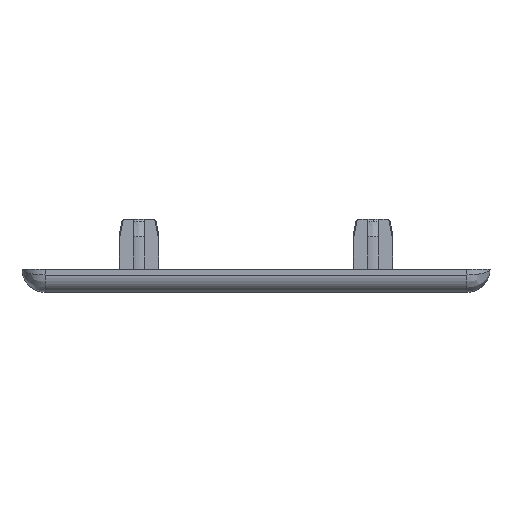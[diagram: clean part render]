
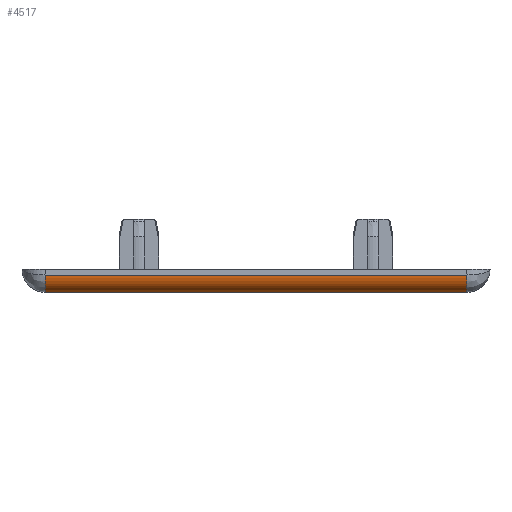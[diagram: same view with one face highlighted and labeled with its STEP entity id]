
A CAD part, front view. The second image highlights one B-rep face of the part: STEP entity #4517.
In plain terms, the highlighted cylindrical face has radius 3 mm (diameter 6 mm), a partial arc.
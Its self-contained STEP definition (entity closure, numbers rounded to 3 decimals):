
#93 = CARTESIAN_POINT ( 'NONE',  ( 40., -40., 3. ) ) ;
#570 = CARTESIAN_POINT ( 'NONE',  ( -36., -40., 3. ) ) ;
#1113 = CARTESIAN_POINT ( 'NONE',  ( -36., -37., 3. ) ) ;
#1257 = VERTEX_POINT ( 'NONE', #1867 ) ;
#1312 = CARTESIAN_POINT ( 'NONE',  ( 36., -37., 0. ) ) ;
#1334 = CARTESIAN_POINT ( 'NONE',  ( -40., -37., 0. ) ) ;
#1388 = CARTESIAN_POINT ( 'NONE',  ( 36., -37., 3. ) ) ;
#1390 = CIRCLE ( 'NONE', #3686, 3. ) ;
#1636 = DIRECTION ( 'NONE',  ( 0., -1., 0. ) ) ;
#1673 = LINE ( 'NONE', #1334, #3231 ) ;
#1688 = CYLINDRICAL_SURFACE ( 'NONE', #4131, 3. ) ;
#1735 = EDGE_LOOP ( 'NONE', ( #2810, #2691, #3536, #5000 ) ) ;
#1867 = CARTESIAN_POINT ( 'NONE',  ( -36., -37., 0. ) ) ;
#1888 = VERTEX_POINT ( 'NONE', #570 ) ;
#1898 = EDGE_CURVE ( 'NONE', #4490, #1888, #2623, .T. ) ;
#2525 = DIRECTION ( 'NONE',  ( 1., 0., 0. ) ) ;
#2623 = LINE ( 'NONE', #93, #4442 ) ;
#2691 = ORIENTED_EDGE ( 'NONE', *, *, #4837, .F. ) ;
#2797 = CARTESIAN_POINT ( 'NONE',  ( 36., -40., 3. ) ) ;
#2810 = ORIENTED_EDGE ( 'NONE', *, *, #2843, .T. ) ;
#2843 = EDGE_CURVE ( 'NONE', #1257, #2864, #1673, .T. ) ;
#2864 = VERTEX_POINT ( 'NONE', #1312 ) ;
#2956 = FACE_OUTER_BOUND ( 'NONE', #1735, .T. ) ;
#3072 = AXIS2_PLACEMENT_3D ( 'NONE', #1113, #3243, #1636 ) ;
#3231 = VECTOR ( 'NONE', #2525, 1000. ) ;
#3243 = DIRECTION ( 'NONE',  ( -1., 0., 0. ) ) ;
#3475 = DIRECTION ( 'NONE',  ( -1., 0., 0. ) ) ;
#3510 = CIRCLE ( 'NONE', #3072, 3. ) ;
#3536 = ORIENTED_EDGE ( 'NONE', *, *, #1898, .T. ) ;
#3686 = AXIS2_PLACEMENT_3D ( 'NONE', #1388, #3889, #4306 ) ;
#3777 = DIRECTION ( 'NONE',  ( 1., 0., 0. ) ) ;
#3797 = CARTESIAN_POINT ( 'NONE',  ( 40., -37., 3. ) ) ;
#3889 = DIRECTION ( 'NONE',  ( 1., 0., 0. ) ) ;
#4131 = AXIS2_PLACEMENT_3D ( 'NONE', #3797, #3777, #5438 ) ;
#4306 = DIRECTION ( 'NONE',  ( 0., -1., 0. ) ) ;
#4442 = VECTOR ( 'NONE', #3475, 1000. ) ;
#4469 = EDGE_CURVE ( 'NONE', #1257, #1888, #3510, .T. ) ;
#4490 = VERTEX_POINT ( 'NONE', #2797 ) ;
#4517 = ADVANCED_FACE ( 'NONE', ( #2956 ), #1688, .T. ) ;
#4837 = EDGE_CURVE ( 'NONE', #4490, #2864, #1390, .T. ) ;
#5000 = ORIENTED_EDGE ( 'NONE', *, *, #4469, .F. ) ;
#5438 = DIRECTION ( 'NONE',  ( 0., 1., 0. ) ) ;
